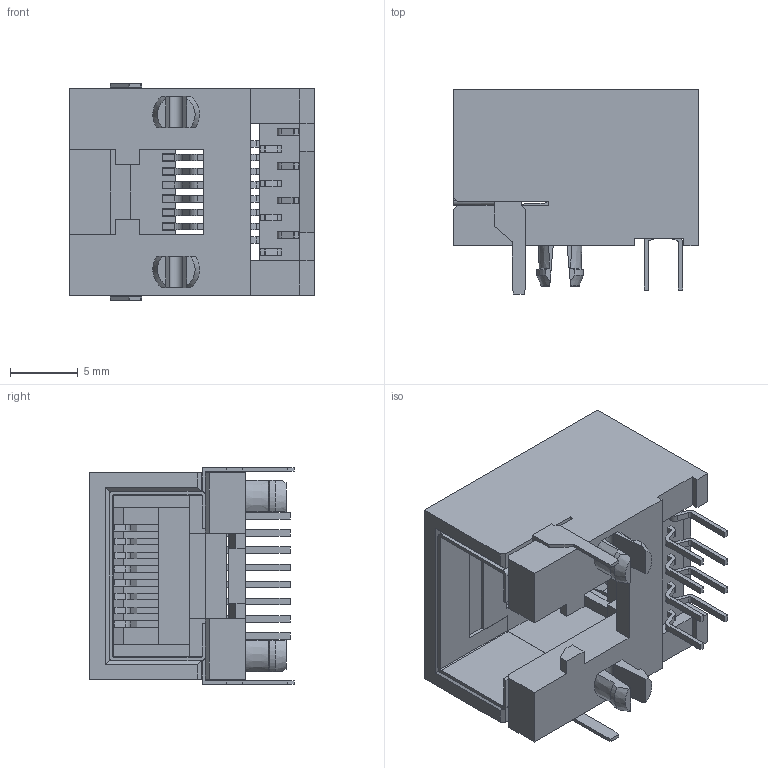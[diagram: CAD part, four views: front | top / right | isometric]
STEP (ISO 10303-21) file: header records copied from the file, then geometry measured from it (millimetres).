
FILE_DESCRIPTION(('FreeCAD Model'),'2;1');
FILE_NAME('Molex_955402881.stp','2017-03-27T00:24:05',('Author'),('' ),'Open CASCADE STEP processor 6.8','FreeCAD','Unknown');
FILE_SCHEMA(('AUTOMOTIVE_DESIGN_CC2 { 1 2 10303 214 -1 1 5 4 }'));
Length unit declared in the file: millimetre
Products named in the file (3): ASSEMBLY; SOLID; COMPOUND
Assembly tree (2 placements, depth 2):
  ASSEMBLY
    SOLID
    COMPOUND
Bounding box: 18.1 x 15.1 x 16 mm (x, y, z)
Volume: 1409.5 mm3; surface area: 2572.8 mm2
Topology: 1 solids, 1 shells, 582 faces, 1699 edges, 1140 vertices
Faces by surface type: plane 450, cylinder 120, cone 12
Entity records: 53381 total; most frequent: CARTESIAN_POINT 20678, DIRECTION 5785, LINE 3925, VECTOR 3925, ORIENTED_EDGE 3346, PCURVE 3346, DEFINITIONAL_REPRESENTATION 3346, EDGE_CURVE 1673
